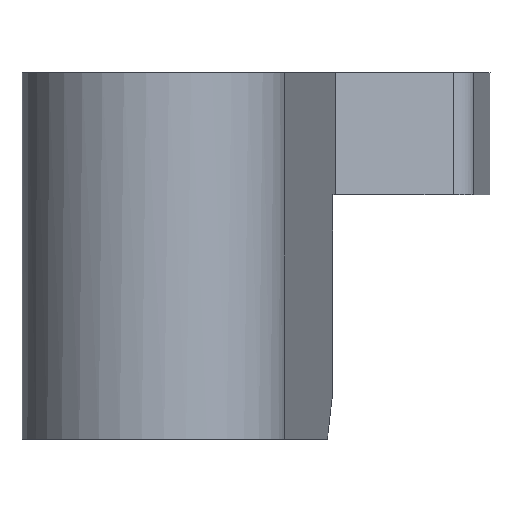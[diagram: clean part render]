
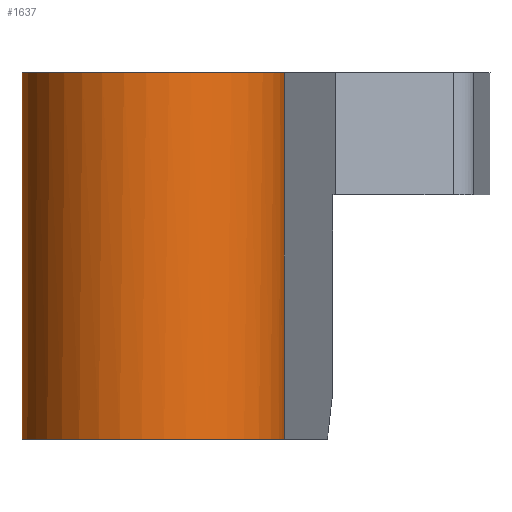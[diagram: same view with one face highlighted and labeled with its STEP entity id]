
A CAD part, front view. The second image highlights one B-rep face of the part: STEP entity #1637.
In plain terms, the highlighted cylindrical face has radius 3.5 mm (diameter 7 mm), a partial arc.
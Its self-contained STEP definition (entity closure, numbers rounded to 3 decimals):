
#13 = CARTESIAN_POINT ( 'NONE',  ( 5.528, 82.741, 41.172 ) ) ;
#14 = CARTESIAN_POINT ( 'NONE',  ( 12.461, 82.984, 31.422 ) ) ;
#19 = CARTESIAN_POINT ( 'NONE',  ( 7.554, 86.588, 41.172 ) ) ;
#70 = CARTESIAN_POINT ( 'NONE',  ( 5.919, 85.179, 31.422 ) ) ;
#78 = ORIENTED_EDGE ( 'NONE', *, *, #531, .T. ) ;
#139 = CARTESIAN_POINT ( 'NONE',  ( 6.758, 86.098, 41.172 ) ) ;
#183 = CARTESIAN_POINT ( 'NONE',  ( 10.605, 80.261, 41.172 ) ) ;
#195 = VERTEX_POINT ( 'NONE', #212 ) ;
#202 = CARTESIAN_POINT ( 'NONE',  ( 5.644, 84.596, 31.422 ) ) ;
#212 = CARTESIAN_POINT ( 'NONE',  ( 7.85, 86.69, 31.422 ) ) ;
#237 = CARTESIAN_POINT ( 'NONE',  ( 9.74, 79.905, 31.422 ) ) ;
#238 = EDGE_CURVE ( 'NONE', #589, #1349, #1436, .T. ) ;
#246 = EDGE_LOOP ( 'NONE', ( #1248, #294, #571, #78 ) ) ;
#282 = CARTESIAN_POINT ( 'NONE',  ( 6.333, 81.072, 41.172 ) ) ;
#294 = ORIENTED_EDGE ( 'NONE', *, *, #238, .F. ) ;
#302 = B_SPLINE_CURVE_WITH_KNOTS ( 'NONE', 3,
 ( #1603, #1306, #1184, #1577 ),
 .UNSPECIFIED., .F., .F.,
 ( 4, 4 ),
 ( 0., 1. ),
 .UNSPECIFIED. ) ;
#311 = CARTESIAN_POINT ( 'NONE',  ( 8.984, 83.379, 39.922 ) ) ;
#332 = CARTESIAN_POINT ( 'NONE',  ( 5.429, 83.37, 31.422 ) ) ;
#345 = B_SPLINE_CURVE_WITH_KNOTS ( 'NONE', 3,
 ( #456, #872, #1002, #70, #202, #332, #1272, #472, #754, #1313, #504, #1744, #237, #636, #1182, #377, #1590, #510 ),
 .UNSPECIFIED., .F., .F.,
 ( 4, 2, 2, 2, 2, 2, 2, 2, 4 ),
 ( 0., 0.125, 0.25, 0.375, 0.5, 0.625, 0.75, 0.875, 1. ),
 .UNSPECIFIED. ) ;
#377 = CARTESIAN_POINT ( 'NONE',  ( 12.152, 81.767, 31.422 ) ) ;
#429 = CARTESIAN_POINT ( 'NONE',  ( 7.035, 80.454, 41.172 ) ) ;
#453 = CARTESIAN_POINT ( 'NONE',  ( 10.875, 80.417, 41.172 ) ) ;
#456 = CARTESIAN_POINT ( 'NONE',  ( 7.85, 86.69, 31.422 ) ) ;
#472 = CARTESIAN_POINT ( 'NONE',  ( 5.928, 81.562, 31.422 ) ) ;
#504 = CARTESIAN_POINT ( 'NONE',  ( 7.868, 80.003, 31.422 ) ) ;
#510 = CARTESIAN_POINT ( 'NONE',  ( 12.461, 82.984, 31.422 ) ) ;
#531 = EDGE_CURVE ( 'NONE', #195, #1472, #345, .T. ) ;
#560 = CARTESIAN_POINT ( 'NONE',  ( 7.85, 86.69, 31.422 ) ) ;
#562 = CARTESIAN_POINT ( 'NONE',  ( 7.302, 80.294, 41.172 ) ) ;
#570 = CARTESIAN_POINT ( 'NONE',  ( 7.85, 86.69, 41.172 ) ) ;
#571 = ORIENTED_EDGE ( 'NONE', *, *, #1159, .T. ) ;
#589 = VERTEX_POINT ( 'NONE', #834 ) ;
#592 = CARTESIAN_POINT ( 'NONE',  ( 12.461, 82.984, 41.172 ) ) ;
#636 = CARTESIAN_POINT ( 'NONE',  ( 10.892, 80.379, 31.422 ) ) ;
#681 = CARTESIAN_POINT ( 'NONE',  ( 8.794, 79.87, 41.172 ) ) ;
#707 = CARTESIAN_POINT ( 'NONE',  ( 7.85, 86.69, 37.922 ) ) ;
#710 = CARTESIAN_POINT ( 'NONE',  ( 7.875, 80.044, 41.172 ) ) ;
#715 = CARTESIAN_POINT ( 'NONE',  ( 9.105, 79.867, 41.172 ) ) ;
#719 = CARTESIAN_POINT ( 'NONE',  ( 12.426, 82.673, 41.172 ) ) ;
#754 = CARTESIAN_POINT ( 'NONE',  ( 6.306, 81.04, 31.422 ) ) ;
#830 = CARTESIAN_POINT ( 'NONE',  ( 7.85, 86.69, 41.172 ) ) ;
#834 = CARTESIAN_POINT ( 'NONE',  ( 7.85, 86.69, 41.172 ) ) ;
#872 = CARTESIAN_POINT ( 'NONE',  ( 7.261, 86.488, 31.422 ) ) ;
#942 = CARTESIAN_POINT ( 'NONE',  ( 5.482, 83.675, 41.172 ) ) ;
#953 = CARTESIAN_POINT ( 'NONE',  ( 7.276, 86.449, 41.172 ) ) ;
#961 = CARTESIAN_POINT ( 'NONE',  ( 5.59, 84.291, 41.172 ) ) ;
#976 = DIRECTION ( 'NONE',  ( 0.994, -0.113, 0. ) ) ;
#1002 = CARTESIAN_POINT ( 'NONE',  ( 6.728, 86.126, 31.422 ) ) ;
#1058 = EDGE_CURVE ( 'NONE', #1349, #1472, #302, .T. ) ;
#1093 = CARTESIAN_POINT ( 'NONE',  ( 5.684, 84.588, 41.172 ) ) ;
#1099 = CARTESIAN_POINT ( 'NONE',  ( 5.966, 81.578, 41.172 ) ) ;
#1107 = CARTESIAN_POINT ( 'NONE',  ( 5.47, 83.364, 41.172 ) ) ;
#1113 = CARTESIAN_POINT ( 'NONE',  ( 10.027, 80.023, 41.172 ) ) ;
#1124 = CARTESIAN_POINT ( 'NONE',  ( 11.589, 81.02, 41.172 ) ) ;
#1137 = CARTESIAN_POINT ( 'NONE',  ( 11.37, 80.799, 41.172 ) ) ;
#1159 = EDGE_CURVE ( 'NONE', #589, #195, #1200, .T. ) ;
#1182 = CARTESIAN_POINT ( 'NONE',  ( 11.402, 80.773, 31.422 ) ) ;
#1184 = CARTESIAN_POINT ( 'NONE',  ( 12.461, 82.984, 34.672 ) ) ;
#1200 = B_SPLINE_CURVE_WITH_KNOTS ( 'NONE', 3,
 ( #570, #707, #1516, #560 ),
 .UNSPECIFIED., .F., .F.,
 ( 4, 4 ),
 ( 0., 1. ),
 .UNSPECIFIED. ) ;
#1212 = AXIS2_PLACEMENT_3D ( 'NONE', #311, #1535, #976 ) ;
#1215 = CARTESIAN_POINT ( 'NONE',  ( 5.951, 85.153, 41.172 ) ) ;
#1224 = CARTESIAN_POINT ( 'NONE',  ( 6.12, 85.415, 41.172 ) ) ;
#1232 = CARTESIAN_POINT ( 'NONE',  ( 5.819, 81.852, 41.172 ) ) ;
#1236 = CARTESIAN_POINT ( 'NONE',  ( 6.548, 80.846, 41.172 ) ) ;
#1248 = ORIENTED_EDGE ( 'NONE', *, *, #1058, .F. ) ;
#1272 = CARTESIAN_POINT ( 'NONE',  ( 5.489, 82.728, 31.422 ) ) ;
#1306 = CARTESIAN_POINT ( 'NONE',  ( 12.461, 82.984, 37.922 ) ) ;
#1313 = CARTESIAN_POINT ( 'NONE',  ( 7.277, 80.26, 31.422 ) ) ;
#1349 = VERTEX_POINT ( 'NONE', #1610 ) ;
#1384 = CARTESIAN_POINT ( 'NONE',  ( 11.966, 81.519, 41.172 ) ) ;
#1399 = CARTESIAN_POINT ( 'NONE',  ( 12.35, 82.372, 41.172 ) ) ;
#1436 = B_SPLINE_CURVE_WITH_KNOTS ( 'NONE', 3,
 ( #830, #19, #953, #139, #1651, #1224, #1215, #1093, #961, #942, #1107, #13, #1486, #1232, #1099, #282, #1236, #429, #562, #710, #1764, #681, #715, #1529, #1113, #183, #453, #1137, #1124, #1384, #1675, #1399, #719, #592 ),
 .UNSPECIFIED., .F., .F.,
 ( 4, 2, 2, 2, 2, 2, 2, 2, 2, 2, 2, 2, 2, 2, 2, 2, 4 ),
 ( 0., 0.063, 0.125, 0.188, 0.25, 0.313, 0.375, 0.438, 0.5, 0.563, 0.625, 0.688, 0.75, 0.813, 0.875, 0.938, 1. ),
 .UNSPECIFIED. ) ;
#1472 = VERTEX_POINT ( 'NONE', #14 ) ;
#1486 = CARTESIAN_POINT ( 'NONE',  ( 5.598, 82.438, 41.172 ) ) ;
#1516 = CARTESIAN_POINT ( 'NONE',  ( 7.85, 86.69, 34.672 ) ) ;
#1529 = CARTESIAN_POINT ( 'NONE',  ( 9.726, 79.944, 41.172 ) ) ;
#1535 = DIRECTION ( 'NONE',  ( 0., 0., 1. ) ) ;
#1540 = FACE_OUTER_BOUND ( 'NONE', #246, .T. ) ;
#1577 = CARTESIAN_POINT ( 'NONE',  ( 12.461, 82.984, 31.422 ) ) ;
#1590 = CARTESIAN_POINT ( 'NONE',  ( 12.391, 82.365, 31.422 ) ) ;
#1603 = CARTESIAN_POINT ( 'NONE',  ( 12.461, 82.984, 41.172 ) ) ;
#1610 = CARTESIAN_POINT ( 'NONE',  ( 12.461, 82.984, 41.172 ) ) ;
#1637 = ADVANCED_FACE ( 'NONE', ( #1540 ), #1705, .T. ) ;
#1651 = CARTESIAN_POINT ( 'NONE',  ( 6.526, 85.89, 41.172 ) ) ;
#1675 = CARTESIAN_POINT ( 'NONE',  ( 12.118, 81.79, 41.172 ) ) ;
#1705 = CYLINDRICAL_SURFACE ( 'NONE', #1212, 3.5 ) ;
#1744 = CARTESIAN_POINT ( 'NONE',  ( 9.1, 79.826, 31.422 ) ) ;
#1764 = CARTESIAN_POINT ( 'NONE',  ( 8.175, 79.959, 41.172 ) ) ;
